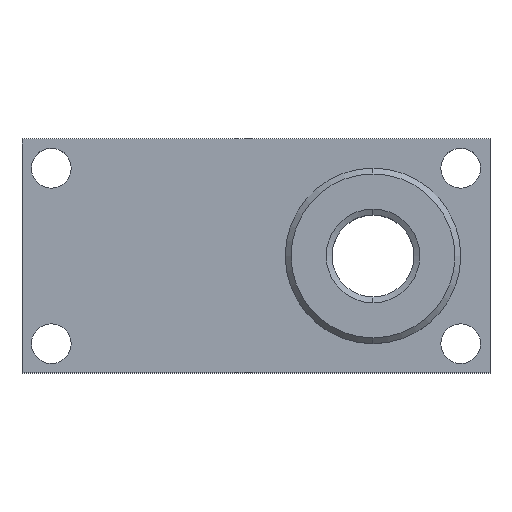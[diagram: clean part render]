
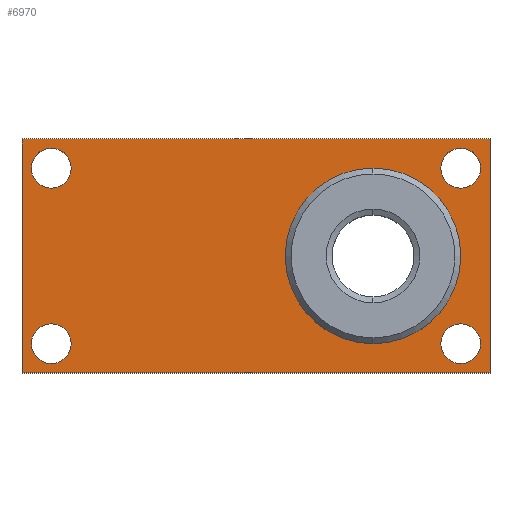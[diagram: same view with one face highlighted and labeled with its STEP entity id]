
A CAD part, top view. The second image highlights one B-rep face of the part: STEP entity #6970.
In plain terms, the highlighted planar face has unit normal (0, 0, 1).
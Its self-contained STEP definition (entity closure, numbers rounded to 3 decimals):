
#5660=CARTESIAN_POINT('',(80.,0.,4.));
#5670=DIRECTION('',(0.,1.,0.));
#5680=VECTOR('',#5670,1.);
#5690=LINE('',#5660,#5680);
#5700=CARTESIAN_POINT('',(80.,0.,4.));
#5710=VERTEX_POINT('',#5700);
#5720=CARTESIAN_POINT('',(80.,40.,4.));
#5730=VERTEX_POINT('',#5720);
#5740=EDGE_CURVE('',#5710,#5730,#5690,.T.);
#5920=CARTESIAN_POINT('',(0.,0.,4.));
#5930=DIRECTION('',(0.,0.,1.));
#5940=DIRECTION('',(1.,0.,0.));
#5950=AXIS2_PLACEMENT_3D('',#5920,#5930,#5940);
#5960=PLANE('',#5950);
#5970=CARTESIAN_POINT('',(60.,20.,4.));
#5980=DIRECTION('',(0.,0.,-1.));
#5990=DIRECTION('',(0.,-1.,0.));
#6000=AXIS2_PLACEMENT_3D('',#5970,#5980,#5990);
#6010=CIRCLE('',#6000,11.25);
#6020=CARTESIAN_POINT('',(60.,8.75,4.));
#6030=VERTEX_POINT('',#6020);
#6040=CARTESIAN_POINT('',(60.,31.25,4.));
#6050=VERTEX_POINT('',#6040);
#6060=EDGE_CURVE('',#6030,#6050,#6010,.T.);
#6070=ORIENTED_EDGE('',*,*,#6060,.T.);
#6080=EDGE_CURVE('',#6050,#6030,#6010,.T.);
#6090=ORIENTED_EDGE('',*,*,#6080,.T.);
#6100=EDGE_LOOP('',(#6090,#6070));
#6110=FACE_BOUND('',#6100,.T.);
#6120=CARTESIAN_POINT('',(5.,35.,4.));
#6130=DIRECTION('',(0.,0.,1.));
#6140=DIRECTION('',(1.,0.,0.));
#6150=AXIS2_PLACEMENT_3D('',#6120,#6130,#6140);
#6160=CIRCLE('',#6150,3.4);
#6170=CARTESIAN_POINT('',(8.4,35.,4.));
#6180=VERTEX_POINT('',#6170);
#6190=CARTESIAN_POINT('',(1.6,35.,4.));
#6200=VERTEX_POINT('',#6190);
#6210=EDGE_CURVE('',#6180,#6200,#6160,.T.);
#6220=ORIENTED_EDGE('',*,*,#6210,.F.);
#6230=EDGE_CURVE('',#6200,#6180,#6160,.T.);
#6240=ORIENTED_EDGE('',*,*,#6230,.F.);
#6250=EDGE_LOOP('',(#6240,#6220));
#6260=FACE_BOUND('',#6250,.T.);
#6270=CARTESIAN_POINT('',(75.,5.,4.));
#6280=DIRECTION('',(0.,0.,1.));
#6290=DIRECTION('',(1.,0.,0.));
#6300=AXIS2_PLACEMENT_3D('',#6270,#6280,#6290);
#6310=CIRCLE('',#6300,3.4);
#6320=CARTESIAN_POINT('',(78.4,5.,4.));
#6330=VERTEX_POINT('',#6320);
#6340=CARTESIAN_POINT('',(71.6,5.,4.));
#6350=VERTEX_POINT('',#6340);
#6360=EDGE_CURVE('',#6330,#6350,#6310,.T.);
#6370=ORIENTED_EDGE('',*,*,#6360,.F.);
#6380=EDGE_CURVE('',#6350,#6330,#6310,.T.);
#6390=ORIENTED_EDGE('',*,*,#6380,.F.);
#6400=EDGE_LOOP('',(#6390,#6370));
#6410=FACE_BOUND('',#6400,.T.);
#6420=CARTESIAN_POINT('',(5.,5.,4.));
#6430=DIRECTION('',(0.,0.,1.));
#6440=DIRECTION('',(1.,0.,0.));
#6450=AXIS2_PLACEMENT_3D('',#6420,#6430,#6440);
#6460=CIRCLE('',#6450,3.4);
#6470=CARTESIAN_POINT('',(8.4,5.,4.));
#6480=VERTEX_POINT('',#6470);
#6490=CARTESIAN_POINT('',(1.6,5.,4.));
#6500=VERTEX_POINT('',#6490);
#6510=EDGE_CURVE('',#6480,#6500,#6460,.T.);
#6520=ORIENTED_EDGE('',*,*,#6510,.F.);
#6530=EDGE_CURVE('',#6500,#6480,#6460,.T.);
#6540=ORIENTED_EDGE('',*,*,#6530,.F.);
#6550=EDGE_LOOP('',(#6540,#6520));
#6560=FACE_BOUND('',#6550,.T.);
#6570=CARTESIAN_POINT('',(75.,35.,4.));
#6580=DIRECTION('',(0.,0.,1.));
#6590=DIRECTION('',(1.,0.,0.));
#6600=AXIS2_PLACEMENT_3D('',#6570,#6580,#6590);
#6610=CIRCLE('',#6600,3.4);
#6620=CARTESIAN_POINT('',(78.4,35.,4.));
#6630=VERTEX_POINT('',#6620);
#6640=CARTESIAN_POINT('',(71.6,35.,4.));
#6650=VERTEX_POINT('',#6640);
#6660=EDGE_CURVE('',#6630,#6650,#6610,.T.);
#6670=ORIENTED_EDGE('',*,*,#6660,.F.);
#6680=EDGE_CURVE('',#6650,#6630,#6610,.T.);
#6690=ORIENTED_EDGE('',*,*,#6680,.F.);
#6700=EDGE_LOOP('',(#6690,#6670));
#6710=FACE_BOUND('',#6700,.T.);
#6720=CARTESIAN_POINT('',(0.,0.,4.));
#6730=DIRECTION('',(0.,-1.,0.));
#6740=VECTOR('',#6730,1.);
#6750=LINE('',#6720,#6740);
#6760=CARTESIAN_POINT('',(0.,40.,4.));
#6770=VERTEX_POINT('',#6760);
#6780=CARTESIAN_POINT('',(0.,0.,4.));
#6790=VERTEX_POINT('',#6780);
#6800=EDGE_CURVE('',#6770,#6790,#6750,.T.);
#6810=ORIENTED_EDGE('',*,*,#6800,.T.);
#6820=CARTESIAN_POINT('',(0.,40.,4.));
#6830=DIRECTION('',(-1.,0.,0.));
#6840=VECTOR('',#6830,1.);
#6850=LINE('',#6820,#6840);
#6860=EDGE_CURVE('',#5730,#6770,#6850,.T.);
#6870=ORIENTED_EDGE('',*,*,#6860,.T.);
#6880=ORIENTED_EDGE('',*,*,#5740,.T.);
#6890=CARTESIAN_POINT('',(0.,0.,4.));
#6900=DIRECTION('',(1.,0.,0.));
#6910=VECTOR('',#6900,1.);
#6920=LINE('',#6890,#6910);
#6930=EDGE_CURVE('',#6790,#5710,#6920,.T.);
#6940=ORIENTED_EDGE('',*,*,#6930,.T.);
#6950=EDGE_LOOP('',(#6940,#6880,#6870,#6810));
#6960=FACE_OUTER_BOUND('',#6950,.T.);
#6970=ADVANCED_FACE('',(#6110,#6260,#6410,#6560,#6710,#6960),#5960,.T.);
